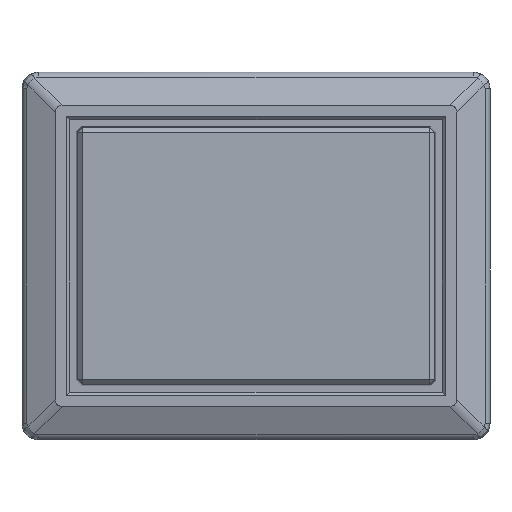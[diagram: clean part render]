
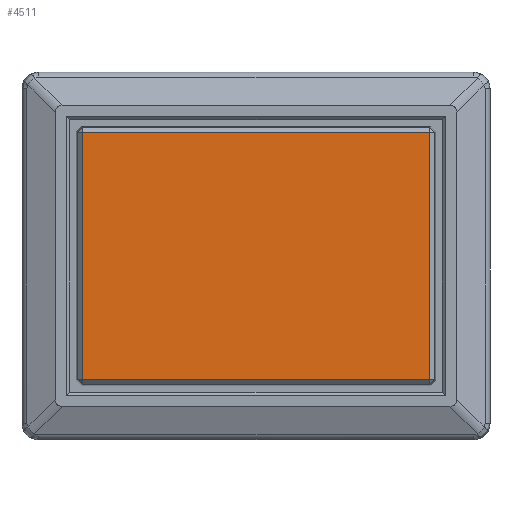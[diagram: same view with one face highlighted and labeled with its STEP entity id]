
A CAD part, top view. The second image highlights one B-rep face of the part: STEP entity #4511.
In plain terms, the highlighted face is planar.
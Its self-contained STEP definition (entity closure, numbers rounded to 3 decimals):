
#38 = CARTESIAN_POINT ( 'NONE',  ( 0., 0., 7.396 ) ) ;
#314 = ORIENTED_EDGE ( 'NONE', *, *, #1560, .F. ) ;
#350 = EDGE_LOOP ( 'NONE', ( #314, #11821, #8495, #10680 ) ) ;
#1473 = LINE ( 'NONE', #6132, #14947 ) ;
#1560 = EDGE_CURVE ( 'NONE', #3080, #9285, #8603, .T. ) ;
#1859 = DIRECTION ( 'NONE',  ( 1., 0., 0. ) ) ;
#2100 = DIRECTION ( 'NONE',  ( 0., -1., 0. ) ) ;
#2790 = DIRECTION ( 'NONE',  ( 0., 0., 1. ) ) ;
#2941 = CARTESIAN_POINT ( 'NONE',  ( 10.396, 0., 7.396 ) ) ;
#3080 = VERTEX_POINT ( 'NONE', #7452 ) ;
#3237 = FACE_OUTER_BOUND ( 'NONE', #350, .T. ) ;
#4511 = ADVANCED_FACE ( 'NONE', ( #3237 ), #7891, .F. ) ;
#4716 = DIRECTION ( 'NONE',  ( 1., 0., 0. ) ) ;
#4861 = CARTESIAN_POINT ( 'NONE',  ( -10.396, 0., -7.396 ) ) ;
#6132 = CARTESIAN_POINT ( 'NONE',  ( -10.396, 0., 0. ) ) ;
#6394 = VERTEX_POINT ( 'NONE', #6992 ) ;
#6402 = EDGE_CURVE ( 'NONE', #6394, #9285, #10506, .T. ) ;
#6488 = VECTOR ( 'NONE', #4716, 1000. ) ;
#6729 = DIRECTION ( 'NONE',  ( 0., 0., -1. ) ) ;
#6992 = CARTESIAN_POINT ( 'NONE',  ( -10.396, 0., 7.396 ) ) ;
#7452 = CARTESIAN_POINT ( 'NONE',  ( 10.396, 0., -7.396 ) ) ;
#7656 = LINE ( 'NONE', #12247, #10263 ) ;
#7891 = PLANE ( 'NONE',  #13428 ) ;
#8495 = ORIENTED_EDGE ( 'NONE', *, *, #8662, .F. ) ;
#8603 = LINE ( 'NONE', #13164, #9785 ) ;
#8662 = EDGE_CURVE ( 'NONE', #6394, #11410, #1473, .T. ) ;
#9285 = VERTEX_POINT ( 'NONE', #2941 ) ;
#9785 = VECTOR ( 'NONE', #2790, 1000. ) ;
#10263 = VECTOR ( 'NONE', #1859, 1000. ) ;
#10506 = LINE ( 'NONE', #38, #6488 ) ;
#10680 = ORIENTED_EDGE ( 'NONE', *, *, #6402, .T. ) ;
#10767 = DIRECTION ( 'NONE',  ( 0., 0., -1. ) ) ;
#11410 = VERTEX_POINT ( 'NONE', #4861 ) ;
#11821 = ORIENTED_EDGE ( 'NONE', *, *, #12955, .F. ) ;
#12247 = CARTESIAN_POINT ( 'NONE',  ( 0., 0., -7.396 ) ) ;
#12481 = CARTESIAN_POINT ( 'NONE',  ( -10.396, 0., 7.396 ) ) ;
#12955 = EDGE_CURVE ( 'NONE', #11410, #3080, #7656, .T. ) ;
#13164 = CARTESIAN_POINT ( 'NONE',  ( 10.396, 0., 0. ) ) ;
#13428 = AXIS2_PLACEMENT_3D ( 'NONE', #12481, #2100, #6729 ) ;
#14947 = VECTOR ( 'NONE', #10767, 1000. ) ;
